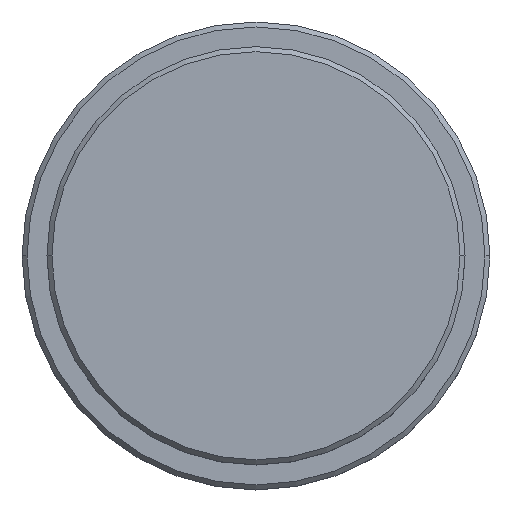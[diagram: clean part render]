
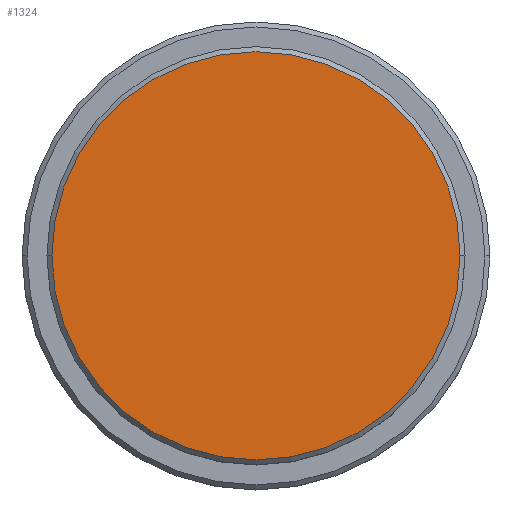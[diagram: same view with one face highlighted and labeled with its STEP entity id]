
A CAD part, top view. The second image highlights one B-rep face of the part: STEP entity #1324.
In plain terms, the highlighted planar face has unit normal (0, 0, 1).
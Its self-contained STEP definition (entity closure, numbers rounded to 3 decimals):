
#29 = DIRECTION ( 'NONE',  ( 0., 0., 1. ) ) ;
#87 = EDGE_CURVE ( 'NONE', #176, #1082, #857, .T. ) ;
#116 = EDGE_LOOP ( 'NONE', ( #758, #428 ) ) ;
#156 = DIRECTION ( 'NONE',  ( 0., 0., 1. ) ) ;
#176 = VERTEX_POINT ( 'NONE', #184 ) ;
#184 = CARTESIAN_POINT ( 'NONE',  ( -20.5, 0., 0. ) ) ;
#242 = AXIS2_PLACEMENT_3D ( 'NONE', #823, #1144, #1266 ) ;
#267 = FACE_OUTER_BOUND ( 'NONE', #116, .T. ) ;
#322 = CARTESIAN_POINT ( 'NONE',  ( 0., 0., 0. ) ) ;
#400 = CIRCLE ( 'NONE', #1065, 20.5 ) ;
#428 = ORIENTED_EDGE ( 'NONE', *, *, #1238, .T. ) ;
#704 = PLANE ( 'NONE',  #815 ) ;
#758 = ORIENTED_EDGE ( 'NONE', *, *, #87, .T. ) ;
#815 = AXIS2_PLACEMENT_3D ( 'NONE', #1414, #156, #977 ) ;
#823 = CARTESIAN_POINT ( 'NONE',  ( 0., 0., 0. ) ) ;
#857 = CIRCLE ( 'NONE', #242, 20.5 ) ;
#896 = DIRECTION ( 'NONE',  ( 1., 0., 0. ) ) ;
#977 = DIRECTION ( 'NONE',  ( 1., 0., 0. ) ) ;
#1065 = AXIS2_PLACEMENT_3D ( 'NONE', #322, #29, #896 ) ;
#1082 = VERTEX_POINT ( 'NONE', #1281 ) ;
#1144 = DIRECTION ( 'NONE',  ( 0., 0., 1. ) ) ;
#1238 = EDGE_CURVE ( 'NONE', #1082, #176, #400, .T. ) ;
#1266 = DIRECTION ( 'NONE',  ( 1., 0., 0. ) ) ;
#1281 = CARTESIAN_POINT ( 'NONE',  ( 20.5, 0., 0. ) ) ;
#1324 = ADVANCED_FACE ( 'NONE', ( #267 ), #704, .T. ) ;
#1414 = CARTESIAN_POINT ( 'NONE',  ( 0., 0., 0. ) ) ;
